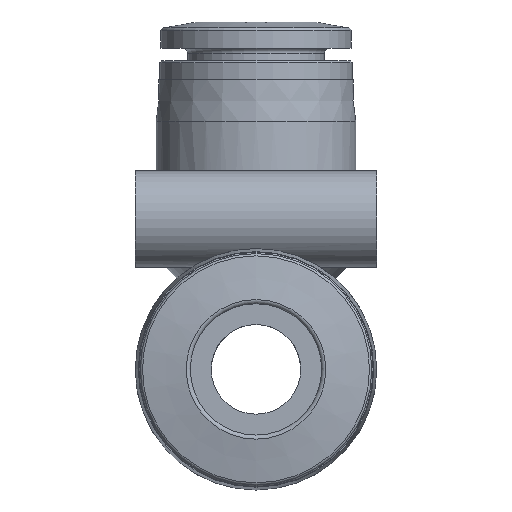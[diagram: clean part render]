
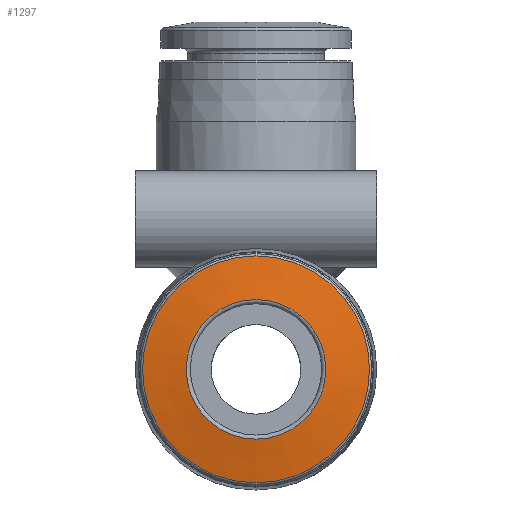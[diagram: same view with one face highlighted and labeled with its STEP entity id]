
A CAD part, left-side view. The second image highlights one B-rep face of the part: STEP entity #1297.
In plain terms, the highlighted conical face has half-angle 80 degrees and reference radius 5.062 mm.
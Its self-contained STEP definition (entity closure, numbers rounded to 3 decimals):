
#53=CONICAL_SURFACE('',#1385,5.063,1.396);
#163=ORIENTED_EDGE('',*,*,#348,.F.);
#164=ORIENTED_EDGE('',*,*,#349,.T.);
#348=EDGE_CURVE('',#436,#436,#500,.T.);
#349=EDGE_CURVE('',#437,#437,#501,.T.);
#436=VERTEX_POINT('',#1963);
#437=VERTEX_POINT('',#1965);
#500=CIRCLE('',#1386,8.235);
#501=CIRCLE('',#1387,5.063);
#566=EDGE_LOOP('',(#163));
#567=EDGE_LOOP('',(#164));
#690=FACE_BOUND('',#566,.T.);
#691=FACE_BOUND('',#567,.T.);
#1297=ADVANCED_FACE('',(#690,#691),#53,.T.);
#1385=AXIS2_PLACEMENT_3D('',#1961,#1561,#1562);
#1386=AXIS2_PLACEMENT_3D('',#1962,#1563,#1564);
#1387=AXIS2_PLACEMENT_3D('',#1964,#1565,#1566);
#1561=DIRECTION('',(1.,0.,0.));
#1562=DIRECTION('',(0.,0.,-1.));
#1563=DIRECTION('',(1.,0.,0.));
#1564=DIRECTION('',(0.,0.,-1.));
#1565=DIRECTION('',(1.,0.,0.));
#1566=DIRECTION('',(0.,0.,-1.));
#1961=CARTESIAN_POINT('',(-24.7,0.,0.));
#1962=CARTESIAN_POINT('',(-24.141,0.,0.));
#1963=CARTESIAN_POINT('',(-24.141,0.,-8.235));
#1964=CARTESIAN_POINT('',(-24.7,0.,0.));
#1965=CARTESIAN_POINT('',(-24.7,0.,-5.063));
